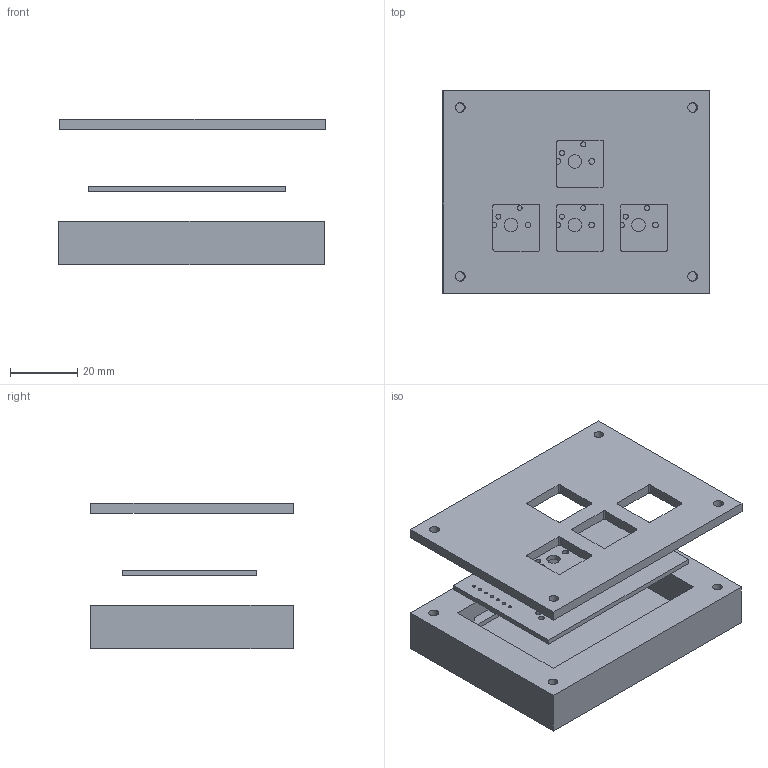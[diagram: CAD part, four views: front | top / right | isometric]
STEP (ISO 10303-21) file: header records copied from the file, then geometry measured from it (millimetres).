
FILE_DESCRIPTION(('STEP AP242 Edition 2','STEP AP242 Edition 2''CAx-IF Rec.Pracs.---Representation and Presentation of Product Manufacturing Information (PMI)---4.0---2014-10-13','STEP AP242 Edition 2''CAx-IF Rec.Pracs.---Representation and Presentation of Product Manufacturing Information (PMI)---4.0---2014-10-13''CAx-IF Rec.Pracs.---3D Tessellated Geometry---0.4---2014-09-14','STEP AP242 Edition 2''CAx-IF Rec.Pracs.---Representation and Presentation of Product Manufacturing Information (PMI)---4.0---2014-10-13''CAx-IF Rec.Pracs.---3D Tessellated Geometry---0.4---2014-09-14''2;1','STEP AP242 Edition 2''CAx-IF Rec.Pracs.---Representation and Presentation of Product Manufacturing Information (PMI)---4.0---2014-10-13''CAx-IF Rec.Pracs.---3D Tessellated Geometry---0.4---2014-09-14''2;1''CAx-IF Rec.Pracs.---User Defined Attributes---1.5---2016-08-15'),'2;1');
FILE_NAME('699b3aa6f11ffc1359f5f7f0.step','2026-02-22T17:19:35',(''),(''),'ST-DEVELOPER v20','ONSHAPE BY PTC INC, 1.211',' ');
FILE_SCHEMA(('AP242_MANAGED_MODEL_BASED_3D_ENGINEERING_MIM_LF { 1 0 10303 442 3 1 4 }'));
Length unit declared in the file: metre
Products named in the file (4): Assembly 1; Part 1; Part 2; PCB_PCB
Assembly tree (3 placements, depth 2):
  Assembly 1
    Part 1
    Part 2
    PCB_PCB
Bounding box: 79.69 x 60.46 x 43.39 mm (x, y, z)
Volume: 53176 mm3; surface area: 30451 mm2
Topology: 3 solids, 3 shells, 105 faces, 282 edges, 188 vertices
Faces by surface type: cylinder 58, plane 47
Full cylindrical faces by diameter (mm): 1 x14, 1.5 x8, 1.7 x8, 2.9 x8, 4 x4
Entity records: 3389 total; most frequent: DIRECTION 574, CARTESIAN_POINT 537, ORIENTED_EDGE 480, EDGE_CURVE 240, EDGE_LOOP 238, FACE_BOUND 238, AXIS2_PLACEMENT_3D 225, VERTEX_POINT 188
